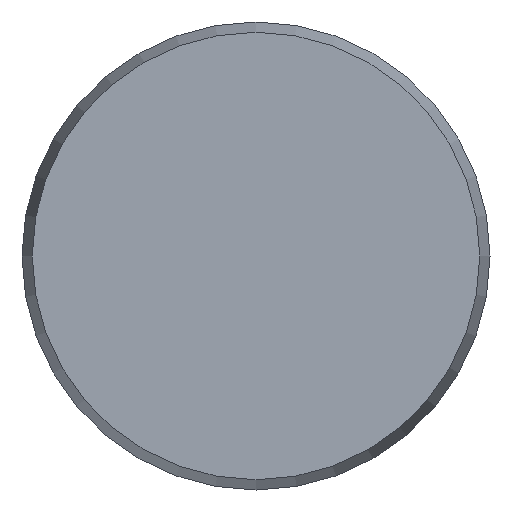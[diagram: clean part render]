
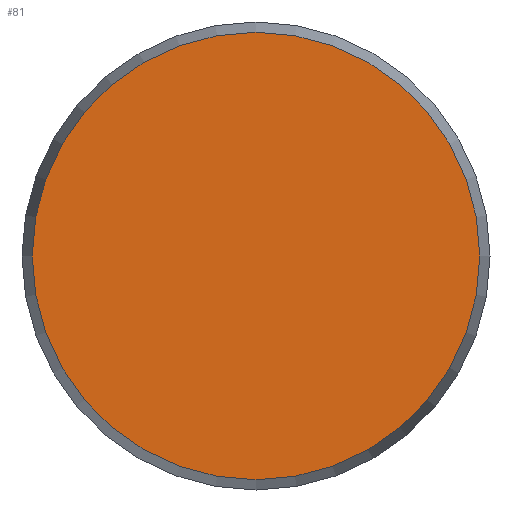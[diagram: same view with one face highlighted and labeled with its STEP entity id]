
A CAD part, front view. The second image highlights one B-rep face of the part: STEP entity #81.
In plain terms, the highlighted planar face has unit normal (0, -1, 0).
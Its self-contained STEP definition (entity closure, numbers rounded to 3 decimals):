
#81 = ADVANCED_FACE( '', ( #196 ), #197, .F. );
#196 = FACE_OUTER_BOUND( '', #351, .T. );
#197 = PLANE( '', #352 );
#351 = EDGE_LOOP( '', ( #559 ) );
#352 = AXIS2_PLACEMENT_3D( '', #560, #561, #562 );
#559 = ORIENTED_EDGE( '', *, *, #886, .T. );
#560 = CARTESIAN_POINT( '', ( 38.25, 0., 0. ) );
#561 = DIRECTION( '', ( 0., 1., 0. ) );
#562 = DIRECTION( '', ( 0., 0., 1. ) );
#886 = EDGE_CURVE( '', #1036, #1036, #1037, .T. );
#1036 = VERTEX_POINT( '', #1272 );
#1037 = CIRCLE( '', #1273, 38.25 );
#1272 = CARTESIAN_POINT( '', ( 0., 0., -38.25 ) );
#1273 = AXIS2_PLACEMENT_3D( '', #1552, #1553, #1554 );
#1552 = CARTESIAN_POINT( '', ( 0., 0., 0. ) );
#1553 = DIRECTION( '', ( 0., -1., 0. ) );
#1554 = DIRECTION( '', ( 0., 0., -1. ) );
